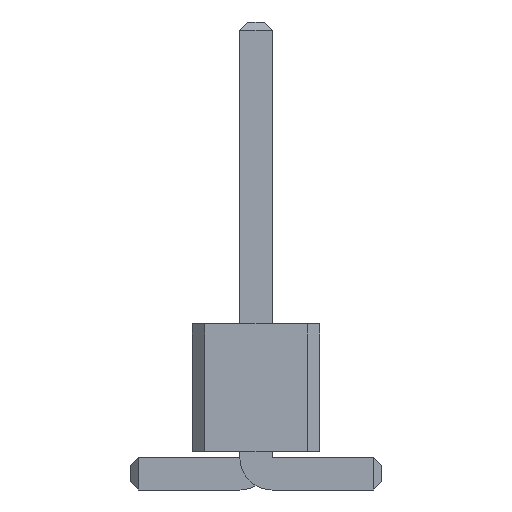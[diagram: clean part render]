
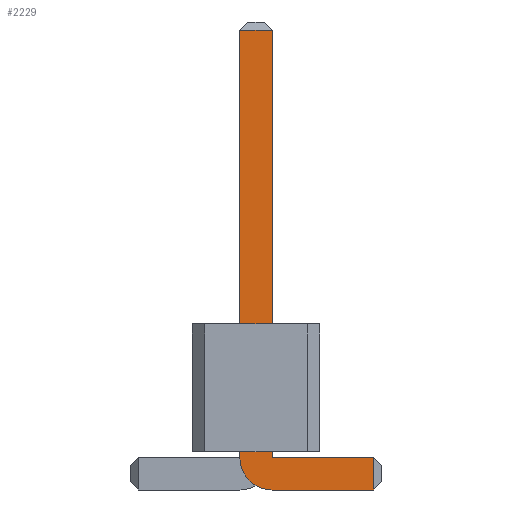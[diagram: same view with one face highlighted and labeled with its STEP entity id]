
A CAD part, front view. The second image highlights one B-rep face of the part: STEP entity #2229.
In plain terms, the highlighted planar face has unit normal (0, -1, 0).
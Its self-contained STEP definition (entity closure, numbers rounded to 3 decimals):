
#13=DIRECTION('',(0.,0.,1.));
#67=DIRECTION('',(1.,0.,0.));
#953=VECTOR('',#67,1.);
#964=DIRECTION('',(0.,1.,0.));
#1006=DIRECTION('',(-1.,0.,0.));
#1889=VECTOR('',#1006,1.);
#2040=DIRECTION('',(-0.,1.,0.));
#2041=DIRECTION('',(0.,0.,-1.));
#2048=VECTOR('',#2049,1.);
#2049=DIRECTION('',(0.,0.,1.));
#2060=VECTOR('',#2041,1.);
#2078=VERTEX_POINT('',#2079);
#2079=CARTESIAN_POINT('',(2.34,-19.37,0.));
#2082=ORIENTED_EDGE('',*,*,#2083,.T.);
#2083=EDGE_CURVE('',#2078,#2084,#2086,.T.);
#2084=VERTEX_POINT('',#2085);
#2085=CARTESIAN_POINT('',(0.32,-19.37,0.));
#2086=LINE('',#2087,#1889);
#2087=CARTESIAN_POINT('',(2.5,-19.37,0.));
#2124=VERTEX_POINT('',#2125);
#2125=CARTESIAN_POINT('',(-0.32,-19.37,0.64));
#2128=EDGE_CURVE('',#2084,#2124,#2129,.T.);
#2129=CIRCLE('',#2130,0.64);
#2130=AXIS2_PLACEMENT_3D('',#2131,#2040,#2041);
#2131=CARTESIAN_POINT('',(0.32,-19.37,0.64));
#2140=VERTEX_POINT('',#2131);
#2142=ORIENTED_EDGE('',*,*,#2143,.T.);
#2143=EDGE_CURVE('',#2140,#2144,#2146,.T.);
#2144=VERTEX_POINT('',#2145);
#2145=CARTESIAN_POINT('',(2.34,-19.37,0.64));
#2146=LINE('',#2131,#953);
#2156=ORIENTED_EDGE('',*,*,#2157,.T.);
#2157=EDGE_CURVE('',#2124,#2158,#2160,.T.);
#2158=VERTEX_POINT('',#2159);
#2159=CARTESIAN_POINT('',(-0.32,-19.37,9.14));
#2160=LINE('',#2161,#2048);
#2161=CARTESIAN_POINT('',(-0.32,-19.37,0.));
#2174=VERTEX_POINT('',#2175);
#2175=CARTESIAN_POINT('',(0.32,-19.37,9.14));
#2177=ORIENTED_EDGE('',*,*,#2178,.T.);
#2178=EDGE_CURVE('',#2174,#2140,#2179,.T.);
#2179=LINE('',#2180,#2060);
#2180=CARTESIAN_POINT('',(0.32,-19.37,9.3));
#2229=ADVANCED_FACE('',(#2230),#2239,.F.);
#2230=FACE_BOUND('',#2231,.F.);
#2231=EDGE_LOOP('',(#2082,#2232,#2156,#2233,#2177,#2142,#2236));
#2232=ORIENTED_EDGE('',*,*,#2128,.T.);
#2233=ORIENTED_EDGE('',*,*,#2234,.T.);
#2234=EDGE_CURVE('',#2158,#2174,#2235,.T.);
#2235=LINE('',#2159,#953);
#2236=ORIENTED_EDGE('',*,*,#2237,.T.);
#2237=EDGE_CURVE('',#2144,#2078,#2238,.T.);
#2238=LINE('',#2145,#2060);
#2239=PLANE('',#2240);
#2240=AXIS2_PLACEMENT_3D('',#2241,#964,#13);
#2241=CARTESIAN_POINT('',(0.311,-19.37,3.871));
